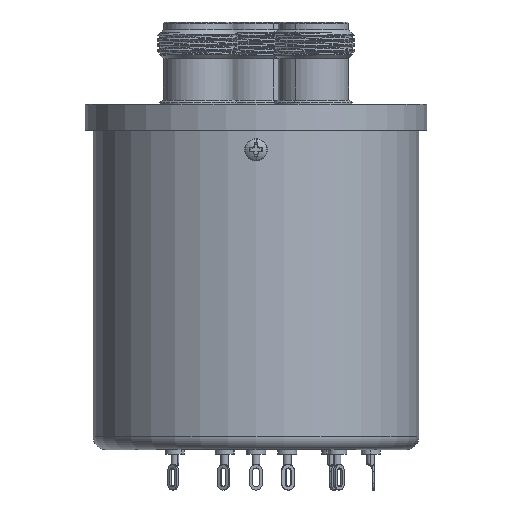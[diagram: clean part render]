
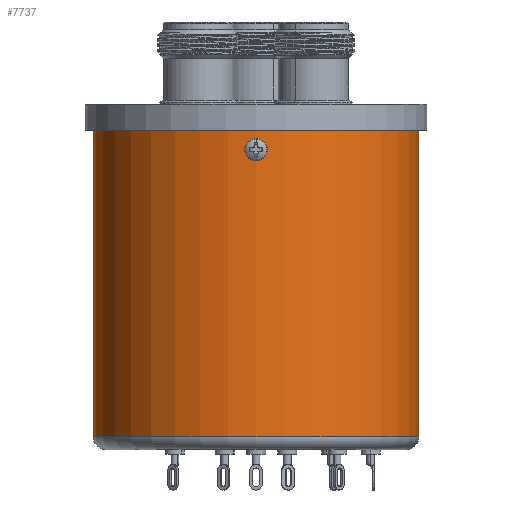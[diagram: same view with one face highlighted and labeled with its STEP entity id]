
A CAD part, front view. The second image highlights one B-rep face of the part: STEP entity #7737.
In plain terms, the highlighted cylindrical face has radius 31.75 mm (diameter 63.5 mm), a partial arc.
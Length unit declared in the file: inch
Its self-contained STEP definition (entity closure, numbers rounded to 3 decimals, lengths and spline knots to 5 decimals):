
#1320 = DIRECTION ( 'NONE',  ( 0., 0., 1. ) ) ;
#1400 = CARTESIAN_POINT ( 'NONE',  ( 1.25, 0., -0.2 ) ) ;
#2579 = LINE ( 'NONE', #44902, #23930 ) ;
#3442 = LINE ( 'NONE', #9018, #26658 ) ;
#4354 = EDGE_LOOP ( 'NONE', ( #35340, #40282, #12646, #27105 ) ) ;
#5437 = CARTESIAN_POINT ( 'NONE',  ( 0., 0., -2.65 ) ) ;
#6901 = EDGE_CURVE ( 'NONE', #14897, #12024, #3442, .T. ) ;
#7737 = ADVANCED_FACE ( 'NONE', ( #13276 ), #23038, .T. ) ;
#8286 = DIRECTION ( 'NONE',  ( 1., 0., 0. ) ) ;
#9018 = CARTESIAN_POINT ( 'NONE',  ( 1.25, 0., -2.65 ) ) ;
#9448 = CIRCLE ( 'NONE', #42680, 1.25 ) ;
#10067 = DIRECTION ( 'NONE',  ( 1., 0., 0. ) ) ;
#10146 = CARTESIAN_POINT ( 'NONE',  ( 1.25, 0., -2.55 ) ) ;
#11524 = CARTESIAN_POINT ( 'NONE',  ( -1.25, 0., -0.2 ) ) ;
#12024 = VERTEX_POINT ( 'NONE', #1400 ) ;
#12646 = ORIENTED_EDGE ( 'NONE', *, *, #6901, .T. ) ;
#13276 = FACE_OUTER_BOUND ( 'NONE', #4354, .T. ) ;
#14897 = VERTEX_POINT ( 'NONE', #10146 ) ;
#15863 = CARTESIAN_POINT ( 'NONE',  ( -1.25, 0., -2.55 ) ) ;
#15961 = DIRECTION ( 'NONE',  ( 0., 0., 1. ) ) ;
#19203 = VERTEX_POINT ( 'NONE', #15863 ) ;
#20468 = CARTESIAN_POINT ( 'NONE',  ( 0., 0., -2.55 ) ) ;
#20696 = DIRECTION ( 'NONE',  ( 0., 0., 1. ) ) ;
#21573 = DIRECTION ( 'NONE',  ( 0., 0., 1. ) ) ;
#23038 = CYLINDRICAL_SURFACE ( 'NONE', #34836, 1.25 ) ;
#23766 = CIRCLE ( 'NONE', #34689, 1.25 ) ;
#23930 = VECTOR ( 'NONE', #21573, 39.37008 ) ;
#26658 = VECTOR ( 'NONE', #20696, 39.37008 ) ;
#27105 = ORIENTED_EDGE ( 'NONE', *, *, #39293, .T. ) ;
#28658 = DIRECTION ( 'NONE',  ( 1., 0., 0. ) ) ;
#29559 = CARTESIAN_POINT ( 'NONE',  ( 0., 0., -0.2 ) ) ;
#33477 = DIRECTION ( 'NONE',  ( 0., 0., -1. ) ) ;
#34689 = AXIS2_PLACEMENT_3D ( 'NONE', #29559, #33477, #10067 ) ;
#34836 = AXIS2_PLACEMENT_3D ( 'NONE', #5437, #1320, #28658 ) ;
#35340 = ORIENTED_EDGE ( 'NONE', *, *, #46701, .F. ) ;
#39293 = EDGE_CURVE ( 'NONE', #12024, #40927, #23766, .T. ) ;
#40282 = ORIENTED_EDGE ( 'NONE', *, *, #44520, .T. ) ;
#40927 = VERTEX_POINT ( 'NONE', #11524 ) ;
#42680 = AXIS2_PLACEMENT_3D ( 'NONE', #20468, #15961, #8286 ) ;
#44520 = EDGE_CURVE ( 'NONE', #19203, #14897, #9448, .T. ) ;
#44902 = CARTESIAN_POINT ( 'NONE',  ( -1.25, 0., -2.65 ) ) ;
#46701 = EDGE_CURVE ( 'NONE', #19203, #40927, #2579, .T. ) ;
